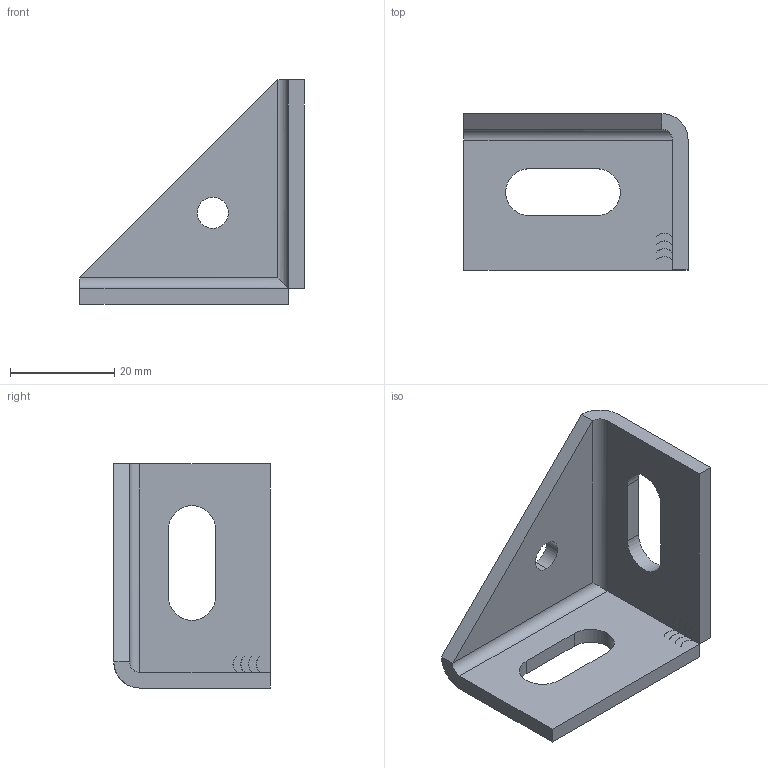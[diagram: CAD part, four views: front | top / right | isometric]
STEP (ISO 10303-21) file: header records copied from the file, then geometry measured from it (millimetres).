
FILE_DESCRIPTION (( 'STEP AP214' ), '1' );
FILE_NAME ('6268300', '2019-01-28T17:15:50', ( '' ), ('JUGARD+KÜNSTNER GmbH'), 'SwSTEP 2.0', 'SolidWorks 2017', '' );
FILE_SCHEMA (( 'AUTOMOTIVE_DESIGN' ));
Length unit declared in the file: millimetre
Products named in the file (1): 6268300
Bounding box: 43 x 30 x 43 mm (x, y, z)
Volume: 8302.7 mm3; surface area: 6676.6 mm2
Topology: 1 solids, 1 shells, 69 faces, 171 edges, 112 vertices
Faces by surface type: plane 41, cylinder 28
Entity records: 2099 total; most frequent: DIRECTION 365, CARTESIAN_POINT 359, ORIENTED_EDGE 342, EDGE_CURVE 171, AXIS2_PLACEMENT_3D 126, VECTOR 113, LINE 113, VERTEX_POINT 112
